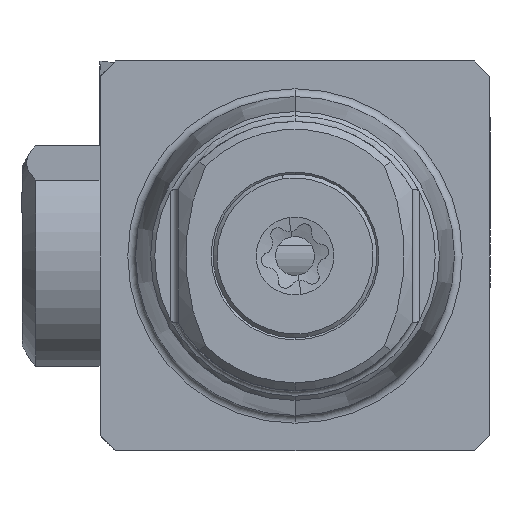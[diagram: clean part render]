
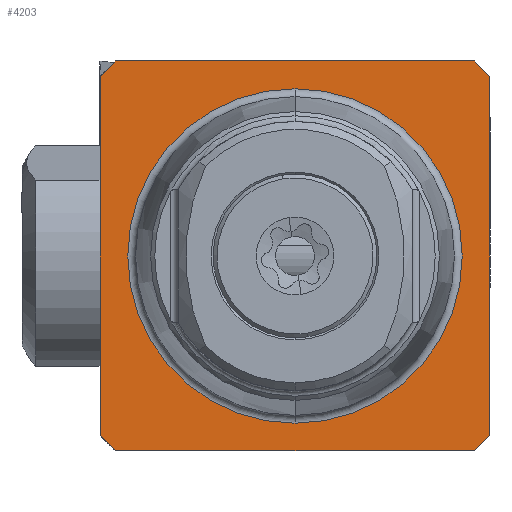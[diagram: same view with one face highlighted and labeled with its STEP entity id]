
A CAD part, left-side view. The second image highlights one B-rep face of the part: STEP entity #4203.
In plain terms, the highlighted planar face has unit normal (-1, 0, 0).
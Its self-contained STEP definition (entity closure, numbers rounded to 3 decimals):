
#57 = ORIENTED_EDGE ( 'NONE', *, *, #2965, .T. ) ;
#211 = ORIENTED_EDGE ( 'NONE', *, *, #5205, .F. ) ;
#306 = EDGE_LOOP ( 'NONE', ( #4428, #2951 ) ) ;
#412 = EDGE_CURVE ( 'NONE', #6737, #5344, #5442, .T. ) ;
#522 = VECTOR ( 'NONE', #2840, 1000. ) ;
#526 = ORIENTED_EDGE ( 'NONE', *, *, #1929, .T. ) ;
#556 = CARTESIAN_POINT ( 'NONE',  ( 0., -4.6, 5. ) ) ;
#692 = LINE ( 'NONE', #6232, #6069 ) ;
#749 = DIRECTION ( 'NONE',  ( 0., 0.707, -0.707 ) ) ;
#774 = EDGE_CURVE ( 'NONE', #3490, #5344, #692, .T. ) ;
#1058 = CARTESIAN_POINT ( 'NONE',  ( 0., -5., 4.6 ) ) ;
#1059 = CARTESIAN_POINT ( 'NONE',  ( 0., 0., 0. ) ) ;
#1085 = EDGE_CURVE ( 'NONE', #6737, #4331, #6172, .T. ) ;
#1213 = AXIS2_PLACEMENT_3D ( 'NONE', #5862, #8593, #5137 ) ;
#1279 = CARTESIAN_POINT ( 'NONE',  ( 0., -5., 5. ) ) ;
#1436 = CARTESIAN_POINT ( 'NONE',  ( 0., 0., 4.288 ) ) ;
#1544 = LINE ( 'NONE', #2212, #522 ) ;
#1929 = EDGE_CURVE ( 'NONE', #6577, #4331, #8251, .T. ) ;
#2086 = DIRECTION ( 'NONE',  ( 0., 1., 0. ) ) ;
#2212 = CARTESIAN_POINT ( 'NONE',  ( 0., 5., 5. ) ) ;
#2276 = CARTESIAN_POINT ( 'NONE',  ( 0., -5., 4.6 ) ) ;
#2322 = DIRECTION ( 'NONE',  ( 1., 0., 0. ) ) ;
#2591 = ORIENTED_EDGE ( 'NONE', *, *, #7561, .T. ) ;
#2658 = LINE ( 'NONE', #1279, #5457 ) ;
#2840 = DIRECTION ( 'NONE',  ( 0., -1., 0. ) ) ;
#2912 = CARTESIAN_POINT ( 'NONE',  ( 0., 5., -4.6 ) ) ;
#2951 = ORIENTED_EDGE ( 'NONE', *, *, #5097, .F. ) ;
#2965 = EDGE_CURVE ( 'NONE', #6515, #7166, #3169, .T. ) ;
#3105 = ORIENTED_EDGE ( 'NONE', *, *, #7357, .F. ) ;
#3138 = CARTESIAN_POINT ( 'NONE',  ( 0., 4.6, 5. ) ) ;
#3169 = LINE ( 'NONE', #1058, #4783 ) ;
#3190 = VERTEX_POINT ( 'NONE', #8051 ) ;
#3198 = VERTEX_POINT ( 'NONE', #3295 ) ;
#3295 = CARTESIAN_POINT ( 'NONE',  ( 0., 0., -4.288 ) ) ;
#3378 = EDGE_CURVE ( 'NONE', #4015, #3198, #5083, .T. ) ;
#3423 = DIRECTION ( 'NONE',  ( 0., 0., 1. ) ) ;
#3490 = VERTEX_POINT ( 'NONE', #4413 ) ;
#3827 = VECTOR ( 'NONE', #4513, 1000. ) ;
#3848 = DIRECTION ( 'NONE',  ( -1., 0., 0. ) ) ;
#3999 = AXIS2_PLACEMENT_3D ( 'NONE', #7135, #2322, #8522 ) ;
#4015 = VERTEX_POINT ( 'NONE', #1436 ) ;
#4016 = VECTOR ( 'NONE', #6341, 1000. ) ;
#4156 = AXIS2_PLACEMENT_3D ( 'NONE', #1059, #3848, #6555 ) ;
#4203 = ADVANCED_FACE ( 'NONE', ( #7753, #7801 ), #5797, .F. ) ;
#4229 = CARTESIAN_POINT ( 'NONE',  ( 0., 4.6, -5. ) ) ;
#4331 = VERTEX_POINT ( 'NONE', #8018 ) ;
#4413 = CARTESIAN_POINT ( 'NONE',  ( 0., -4.6, -5. ) ) ;
#4428 = ORIENTED_EDGE ( 'NONE', *, *, #3378, .F. ) ;
#4513 = DIRECTION ( 'NONE',  ( 0., -0.707, 0.707 ) ) ;
#4745 = EDGE_LOOP ( 'NONE', ( #211, #57, #3105, #526, #6509, #8098, #4851, #2591 ) ) ;
#4783 = VECTOR ( 'NONE', #5054, 1000. ) ;
#4851 = ORIENTED_EDGE ( 'NONE', *, *, #774, .F. ) ;
#4884 = CIRCLE ( 'NONE', #4156, 4.288 ) ;
#5054 = DIRECTION ( 'NONE',  ( 0., 0.707, 0.707 ) ) ;
#5083 = CIRCLE ( 'NONE', #1213, 4.288 ) ;
#5097 = EDGE_CURVE ( 'NONE', #3198, #4015, #4884, .T. ) ;
#5137 = DIRECTION ( 'NONE',  ( 0., 0., 1. ) ) ;
#5205 = EDGE_CURVE ( 'NONE', #6515, #3190, #2658, .T. ) ;
#5344 = VERTEX_POINT ( 'NONE', #4229 ) ;
#5442 = LINE ( 'NONE', #2912, #4016 ) ;
#5457 = VECTOR ( 'NONE', #7471, 1000. ) ;
#5797 = PLANE ( 'NONE',  #3999 ) ;
#5825 = LINE ( 'NONE', #8551, #3827 ) ;
#5862 = CARTESIAN_POINT ( 'NONE',  ( 0., 0., 0. ) ) ;
#6069 = VECTOR ( 'NONE', #2086, 1000. ) ;
#6172 = LINE ( 'NONE', #7682, #8650 ) ;
#6232 = CARTESIAN_POINT ( 'NONE',  ( 0., 5., -5. ) ) ;
#6341 = DIRECTION ( 'NONE',  ( 0., -0.707, -0.707 ) ) ;
#6509 = ORIENTED_EDGE ( 'NONE', *, *, #1085, .F. ) ;
#6515 = VERTEX_POINT ( 'NONE', #2276 ) ;
#6555 = DIRECTION ( 'NONE',  ( 0., 0., 1. ) ) ;
#6577 = VERTEX_POINT ( 'NONE', #3138 ) ;
#6737 = VERTEX_POINT ( 'NONE', #8114 ) ;
#7135 = CARTESIAN_POINT ( 'NONE',  ( 0., 4.288, 0. ) ) ;
#7166 = VERTEX_POINT ( 'NONE', #556 ) ;
#7357 = EDGE_CURVE ( 'NONE', #6577, #7166, #1544, .T. ) ;
#7471 = DIRECTION ( 'NONE',  ( 0., 0., -1. ) ) ;
#7561 = EDGE_CURVE ( 'NONE', #3490, #3190, #5825, .T. ) ;
#7575 = CARTESIAN_POINT ( 'NONE',  ( 0., 4.6, 5. ) ) ;
#7682 = CARTESIAN_POINT ( 'NONE',  ( 0., 5., 5. ) ) ;
#7753 = FACE_OUTER_BOUND ( 'NONE', #4745, .T. ) ;
#7801 = FACE_BOUND ( 'NONE', #306, .T. ) ;
#8018 = CARTESIAN_POINT ( 'NONE',  ( 0., 5., 4.6 ) ) ;
#8051 = CARTESIAN_POINT ( 'NONE',  ( 0., -5., -4.6 ) ) ;
#8098 = ORIENTED_EDGE ( 'NONE', *, *, #412, .T. ) ;
#8114 = CARTESIAN_POINT ( 'NONE',  ( 0., 5., -4.6 ) ) ;
#8251 = LINE ( 'NONE', #7575, #8777 ) ;
#8522 = DIRECTION ( 'NONE',  ( 0., 0., -1. ) ) ;
#8551 = CARTESIAN_POINT ( 'NONE',  ( 0., -4.6, -5. ) ) ;
#8593 = DIRECTION ( 'NONE',  ( -1., 0., 0. ) ) ;
#8650 = VECTOR ( 'NONE', #3423, 1000. ) ;
#8777 = VECTOR ( 'NONE', #749, 1000. ) ;
